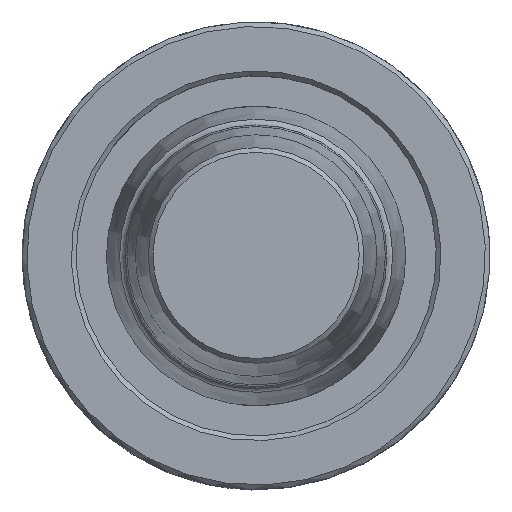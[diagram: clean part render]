
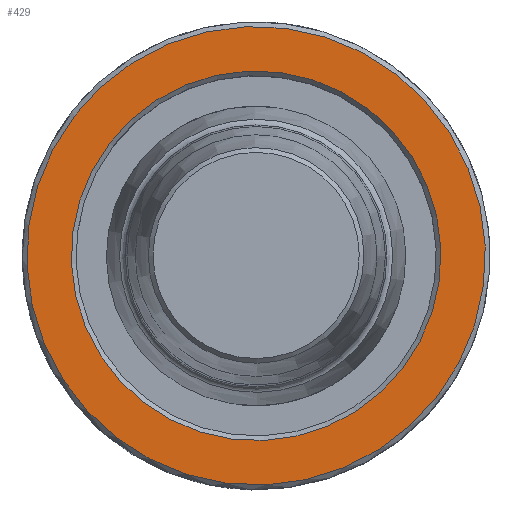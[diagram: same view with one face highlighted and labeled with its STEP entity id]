
A CAD part, top view. The second image highlights one B-rep face of the part: STEP entity #429.
In plain terms, the highlighted planar face has unit normal (0, 0, 1).
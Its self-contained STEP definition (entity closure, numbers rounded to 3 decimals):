
#55=PLANE('',#1655);
#429=ADVANCED_FACE('',(#551,#552),#55,.F.);
#551=FACE_BOUND('',#623,.T.);
#552=FACE_BOUND('',#624,.T.);
#623=EDGE_LOOP('',(#853));
#624=EDGE_LOOP('',(#854));
#853=ORIENTED_EDGE('',*,*,#1311,.F.);
#854=ORIENTED_EDGE('',*,*,#1313,.T.);
#1159=VERTEX_POINT('',#2163);
#1161=VERTEX_POINT('',#2168);
#1311=EDGE_CURVE('',#1159,#1159,#1527,.T.);
#1313=EDGE_CURVE('',#1161,#1161,#1529,.T.);
#1527=CIRCLE('',#1613,19.75);
#1529=CIRCLE('',#1616,24.5);
#1613=AXIS2_PLACEMENT_3D('',#2162,#1785,#1786);
#1616=AXIS2_PLACEMENT_3D('',#2167,#1791,#1792);
#1655=AXIS2_PLACEMENT_3D('',#2716,#1881,#1882);
#1785=DIRECTION('',(0.,0.,1.));
#1786=DIRECTION('',(-0.382,0.924,0.));
#1791=DIRECTION('',(0.,0.,1.));
#1792=DIRECTION('',(-0.382,0.924,0.));
#1881=DIRECTION('',(0.,0.,-1.));
#1882=DIRECTION('',(-0.382,0.924,0.));
#2162=CARTESIAN_POINT('',(0.,0.,0.));
#2163=CARTESIAN_POINT('',(-7.542,18.253,0.));
#2167=CARTESIAN_POINT('',(0.,0.,0.));
#2168=CARTESIAN_POINT('',(-9.355,22.644,0.));
#2716=CARTESIAN_POINT('',(-22.644,-9.355,0.));
